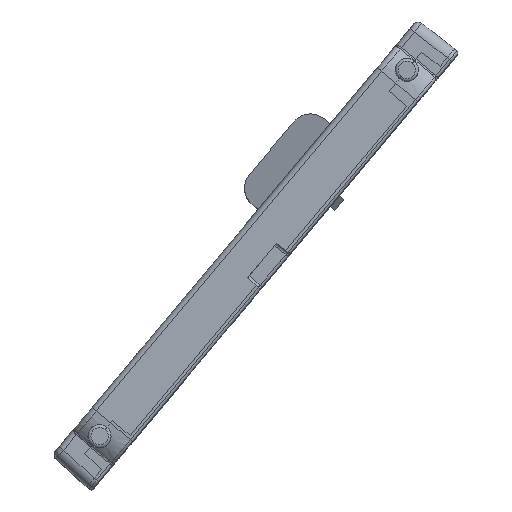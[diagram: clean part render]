
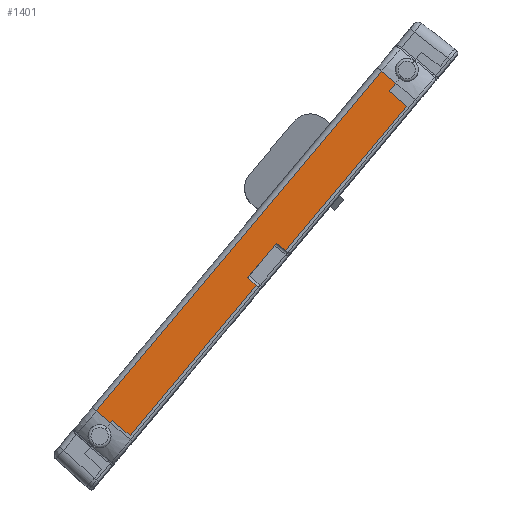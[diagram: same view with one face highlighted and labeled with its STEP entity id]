
A CAD part, top view. The second image highlights one B-rep face of the part: STEP entity #1401.
In plain terms, the highlighted planar face has unit normal (-0.027, 0.022, 0.999).
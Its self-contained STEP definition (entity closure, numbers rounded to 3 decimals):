
#355=PLANE('',#9975);
#653=FACE_OUTER_BOUND('',#2244,.T.);
#1401=ADVANCED_FACE('',(#653),#355,.T.);
#2244=EDGE_LOOP('',(#3355,#3356,#3357,#3358,#3359,#3360,#3361,#3362,#3363,
#3364,#3365,#3366));
#3355=ORIENTED_EDGE('',*,*,#7103,.F.);
#3356=ORIENTED_EDGE('',*,*,#7104,.F.);
#3357=ORIENTED_EDGE('',*,*,#7105,.F.);
#3358=ORIENTED_EDGE('',*,*,#7106,.T.);
#3359=ORIENTED_EDGE('',*,*,#7107,.F.);
#3360=ORIENTED_EDGE('',*,*,#7108,.F.);
#3361=ORIENTED_EDGE('',*,*,#7109,.F.);
#3362=ORIENTED_EDGE('',*,*,#7110,.T.);
#3363=ORIENTED_EDGE('',*,*,#7111,.F.);
#3364=ORIENTED_EDGE('',*,*,#7112,.T.);
#3365=ORIENTED_EDGE('',*,*,#7113,.F.);
#3366=ORIENTED_EDGE('',*,*,#7114,.F.);
#6217=VERTEX_POINT('',#14061);
#6218=VERTEX_POINT('',#14062);
#6219=VERTEX_POINT('',#14064);
#6220=VERTEX_POINT('',#14066);
#6221=VERTEX_POINT('',#14068);
#6222=VERTEX_POINT('',#14070);
#6223=VERTEX_POINT('',#14072);
#6224=VERTEX_POINT('',#14074);
#6225=VERTEX_POINT('',#14076);
#6226=VERTEX_POINT('',#14078);
#6227=VERTEX_POINT('',#14080);
#6228=VERTEX_POINT('',#14082);
#7103=EDGE_CURVE('',#6217,#6218,#8511,.T.);
#7104=EDGE_CURVE('',#6219,#6217,#8512,.T.);
#7105=EDGE_CURVE('',#6220,#6219,#8513,.T.);
#7106=EDGE_CURVE('',#6220,#6221,#8514,.T.);
#7107=EDGE_CURVE('',#6222,#6221,#8515,.T.);
#7108=EDGE_CURVE('',#6223,#6222,#8516,.T.);
#7109=EDGE_CURVE('',#6224,#6223,#8517,.T.);
#7110=EDGE_CURVE('',#6224,#6225,#8518,.T.);
#7111=EDGE_CURVE('',#6226,#6225,#8519,.T.);
#7112=EDGE_CURVE('',#6226,#6227,#8520,.T.);
#7113=EDGE_CURVE('',#6228,#6227,#8521,.T.);
#7114=EDGE_CURVE('',#6218,#6228,#8522,.T.);
#8511=LINE('',#14060,#9257);
#8512=LINE('',#14063,#9258);
#8513=LINE('',#14065,#9259);
#8514=LINE('',#14067,#9260);
#8515=LINE('',#14069,#9261);
#8516=LINE('',#14071,#9262);
#8517=LINE('',#14073,#9263);
#8518=LINE('',#14075,#9264);
#8519=LINE('',#14077,#9265);
#8520=LINE('',#14079,#9266);
#8521=LINE('',#14081,#9267);
#8522=LINE('',#14083,#9268);
#9257=VECTOR('',#11051,1.);
#9258=VECTOR('',#11052,1.);
#9259=VECTOR('',#11053,1.);
#9260=VECTOR('',#11054,1.);
#9261=VECTOR('',#11055,1.);
#9262=VECTOR('',#11056,1.);
#9263=VECTOR('',#11057,1.);
#9264=VECTOR('',#11058,1.);
#9265=VECTOR('',#11059,1.);
#9266=VECTOR('',#11060,1.);
#9267=VECTOR('',#11061,1.);
#9268=VECTOR('',#11062,1.);
#9975=AXIS2_PLACEMENT_3D('',#14084,#11063,#11064);
#11051=DIRECTION('',(-0.643,-0.766,0.));
#11052=DIRECTION('',(-0.771,0.636,-0.035));
#11053=DIRECTION('',(-0.643,-0.766,0.));
#11054=DIRECTION('',(-0.743,0.669,-0.035));
#11055=DIRECTION('',(-0.643,-0.766,0.));
#11056=DIRECTION('',(-0.788,0.615,-0.035));
#11057=DIRECTION('',(-0.643,-0.766,0.));
#11058=DIRECTION('',(-0.76,0.649,-0.035));
#11059=DIRECTION('',(-0.643,-0.766,0.));
#11060=DIRECTION('',(-0.766,0.642,-0.035));
#11061=DIRECTION('',(0.643,0.766,0.));
#11062=DIRECTION('',(-0.766,0.642,-0.035));
#11063=DIRECTION('',(-0.027,0.022,0.999));
#11064=DIRECTION('',(0.643,0.766,0.));
#14060=CARTESIAN_POINT('',(3506.395,-728.373,436.595));
#14061=CARTESIAN_POINT('',(3506.057,-728.775,436.595));
#14062=CARTESIAN_POINT('',(3505.752,-729.139,436.595));
#14063=CARTESIAN_POINT('',(3509.658,-731.744,436.758));
#14064=CARTESIAN_POINT('',(3509.144,-731.32,436.734));
#14065=CARTESIAN_POINT('',(3531.015,-705.254,436.734));
#14066=CARTESIAN_POINT('',(3531.015,-705.254,436.734));
#14067=CARTESIAN_POINT('',(3531.015,-705.254,436.734));
#14068=CARTESIAN_POINT('',(3529.528,-703.915,436.664));
#14069=CARTESIAN_POINT('',(3534.535,-697.948,436.664));
#14070=CARTESIAN_POINT('',(3534.535,-697.948,436.664));
#14071=CARTESIAN_POINT('',(3536.112,-699.18,436.734));
#14072=CARTESIAN_POINT('',(3536.112,-699.18,436.734));
#14073=CARTESIAN_POINT('',(3557.533,-673.651,436.734));
#14074=CARTESIAN_POINT('',(3557.116,-674.149,436.734));
#14075=CARTESIAN_POINT('',(3552.031,-669.806,436.501));
#14076=CARTESIAN_POINT('',(3554.074,-671.551,436.595));
#14077=CARTESIAN_POINT('',(3555.247,-670.153,436.595));
#14078=CARTESIAN_POINT('',(3555.247,-670.153,436.595));
#14079=CARTESIAN_POINT('',(3555.247,-670.153,436.595));
#14080=CARTESIAN_POINT('',(3552.769,-668.074,436.482));
#14081=CARTESIAN_POINT('',(3503.274,-727.059,436.482));
#14082=CARTESIAN_POINT('',(3503.274,-727.059,436.482));
#14083=CARTESIAN_POINT('',(3505.752,-729.139,436.595));
#14084=CARTESIAN_POINT('',(3558.311,-672.724,436.734));
